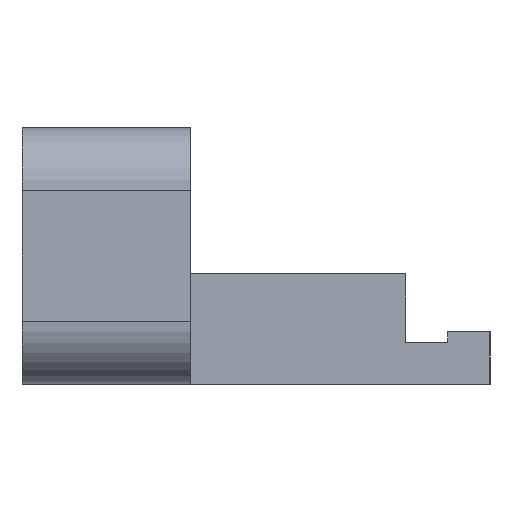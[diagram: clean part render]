
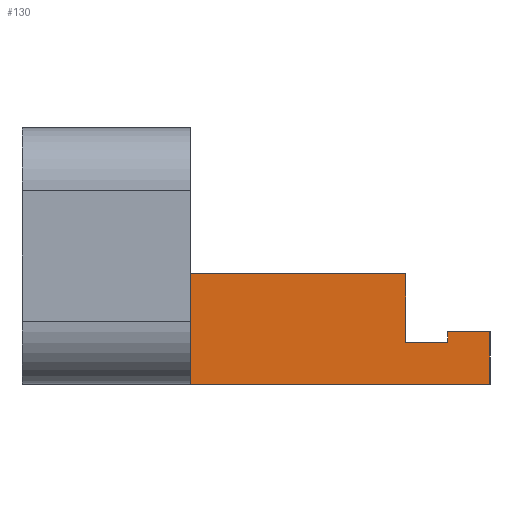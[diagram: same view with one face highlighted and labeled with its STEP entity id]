
A CAD part, left-side view. The second image highlights one B-rep face of the part: STEP entity #130.
In plain terms, the highlighted planar face has unit normal (-1, 0, 0).
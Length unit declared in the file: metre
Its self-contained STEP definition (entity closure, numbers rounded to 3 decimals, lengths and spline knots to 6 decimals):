
#130 = ADVANCED_FACE( '', ( #356 ), #357, .F. );
#356 = FACE_OUTER_BOUND( '', #681, .T. );
#357 = PLANE( '', #682 );
#681 = EDGE_LOOP( '', ( #1006, #1007, #1008, #1009, #1010, #1011, #1012, #1013 ) );
#682 = AXIS2_PLACEMENT_3D( '', #1014, #1015, #1016 );
#1006 = ORIENTED_EDGE( '', *, *, #1999, .F. );
#1007 = ORIENTED_EDGE( '', *, *, #2000, .T. );
#1008 = ORIENTED_EDGE( '', *, *, #2001, .T. );
#1009 = ORIENTED_EDGE( '', *, *, #2002, .F. );
#1010 = ORIENTED_EDGE( '', *, *, #2003, .F. );
#1011 = ORIENTED_EDGE( '', *, *, #2004, .F. );
#1012 = ORIENTED_EDGE( '', *, *, #2005, .F. );
#1013 = ORIENTED_EDGE( '', *, *, #2006, .T. );
#1014 = CARTESIAN_POINT( '', ( -0.032125, 0.007125, 0.0122 ) );
#1015 = DIRECTION( '', ( 1., 0., 0. ) );
#1016 = DIRECTION( '', ( 0., 0., -1. ) );
#1999 = EDGE_CURVE( '', #2398, #2399, #2400, .T. );
#2000 = EDGE_CURVE( '', #2398, #2401, #2402, .T. );
#2001 = EDGE_CURVE( '', #2401, #2403, #2404, .T. );
#2002 = EDGE_CURVE( '', #2405, #2403, #2406, .T. );
#2003 = EDGE_CURVE( '', #2407, #2405, #2408, .T. );
#2004 = EDGE_CURVE( '', #2409, #2407, #2410, .T. );
#2005 = EDGE_CURVE( '', #2411, #2409, #2412, .T. );
#2006 = EDGE_CURVE( '', #2411, #2399, #2413, .T. );
#2398 = VERTEX_POINT( '', #2987 );
#2399 = VERTEX_POINT( '', #2988 );
#2400 = LINE( '', #2989, #2990 );
#2401 = VERTEX_POINT( '', #2991 );
#2402 = LINE( '', #2992, #2993 );
#2403 = VERTEX_POINT( '', #2994 );
#2404 = LINE( '', #2995, #2996 );
#2405 = VERTEX_POINT( '', #2997 );
#2406 = LINE( '', #2998, #2999 );
#2407 = VERTEX_POINT( '', #3000 );
#2408 = LINE( '', #3001, #3002 );
#2409 = VERTEX_POINT( '', #3003 );
#2410 = LINE( '', #3004, #3005 );
#2411 = VERTEX_POINT( '', #3006 );
#2412 = LINE( '', #3007, #3008 );
#2413 = LINE( '', #3009, #3010 );
#2987 = CARTESIAN_POINT( '', ( -0.032125, 0.01425, 0.00525 ) );
#2988 = CARTESIAN_POINT( '', ( -0.032125, 0.004, 0.00525 ) );
#2989 = CARTESIAN_POINT( '', ( -0.032125, 0.017, 0.00525 ) );
#2990 = VECTOR( '', #3823, 1. );
#2991 = CARTESIAN_POINT( '', ( -0.032125, 0.01425, 0. ) );
#2992 = CARTESIAN_POINT( '', ( -0.032125, 0.01425, 0.0122 ) );
#2993 = VECTOR( '', #3824, 1. );
#2994 = CARTESIAN_POINT( '', ( -0.032125, 0., 0. ) );
#2995 = CARTESIAN_POINT( '', ( -0.032125, 0.007125, 0. ) );
#2996 = VECTOR( '', #3825, 1. );
#2997 = CARTESIAN_POINT( '', ( -0.032125, 0., 0.0025 ) );
#2998 = CARTESIAN_POINT( '', ( -0.032125, 0., 0.0122 ) );
#2999 = VECTOR( '', #3826, 1. );
#3000 = CARTESIAN_POINT( '', ( -0.032125, 0.002, 0.0025 ) );
#3001 = CARTESIAN_POINT( '', ( -0.032125, 0.007125, 0.0025 ) );
#3002 = VECTOR( '', #3827, 1. );
#3003 = CARTESIAN_POINT( '', ( -0.032125, 0.002, 0.002 ) );
#3004 = CARTESIAN_POINT( '', ( -0.032125, 0.002, 0.002 ) );
#3005 = VECTOR( '', #3828, 1. );
#3006 = CARTESIAN_POINT( '', ( -0.032125, 0.004, 0.002 ) );
#3007 = CARTESIAN_POINT( '', ( -0.032125, 0.007125, 0.002 ) );
#3008 = VECTOR( '', #3829, 1. );
#3009 = CARTESIAN_POINT( '', ( -0.032125, 0.004, 0.002 ) );
#3010 = VECTOR( '', #3830, 1. );
#3823 = DIRECTION( '', ( 0., -1., 0. ) );
#3824 = DIRECTION( '', ( 0., 0., -1. ) );
#3825 = DIRECTION( '', ( 0., -1., 0. ) );
#3826 = DIRECTION( '', ( 0., 0., -1. ) );
#3827 = DIRECTION( '', ( 0., -1., 0. ) );
#3828 = DIRECTION( '', ( 0., 0., 1. ) );
#3829 = DIRECTION( '', ( 0., -1., 0. ) );
#3830 = DIRECTION( '', ( 0., 0., 1. ) );
